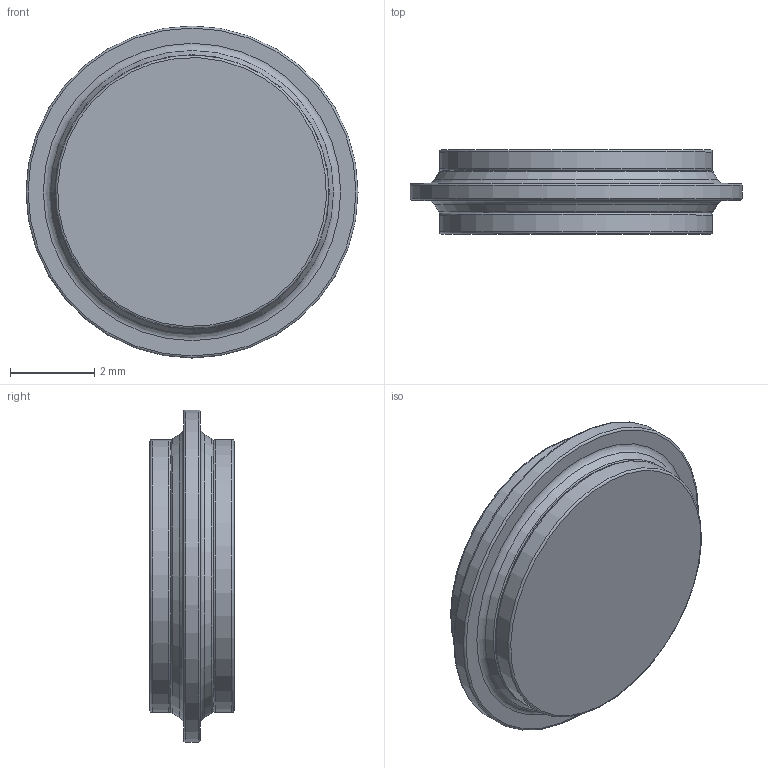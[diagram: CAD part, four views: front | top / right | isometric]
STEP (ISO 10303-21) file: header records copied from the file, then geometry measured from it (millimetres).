
FILE_DESCRIPTION(/* description */ (''),/* implementation_level */ '2;1');
FILE_NAME(/* name */ '2017F-A.stp',/* time_stamp */ '2018-07-16T15:42:08-06:00',/* author */ ('Lidsneyf'),/* organization */ (''),/* preprocessor_version */ 'ST-DEVELOPER v15.6',/* originating_system */ 'Autodesk Inventor 2015',/* authorisation */ '');
FILE_SCHEMA (('AUTOMOTIVE_DESIGN { 1 0 10303 214 3 1 1 }'));
Length unit declared in the file: inch
Products named in the file (3): 31817-X6; 34509-XX-X1; 2017F-A
Bounding box: 7.9 x 2 x 7.9 mm (x, y, z)
Volume: 68.5 mm3; surface area: 263 mm2
Topology: 3 solids, 3 shells, 740 faces, 1740 edges, 1152 vertices
Faces by surface type: bspline 552, plane 152, torus 26, cone 6, cylinder 4
Full cylindrical faces by diameter (mm): 3.7 x1, 6.5 x2, 7.9 x1
Entity records: 14495 total; most frequent: CARTESIAN_POINT 7636, ORIENTED_EDGE 1728, EDGE_CURVE 864, VERTEX_POINT 588, DIRECTION 572, B_SPLINE_CURVE_WITH_KNOTS 552, EDGE_LOOP 486, FACE_OUTER_BOUND 382
